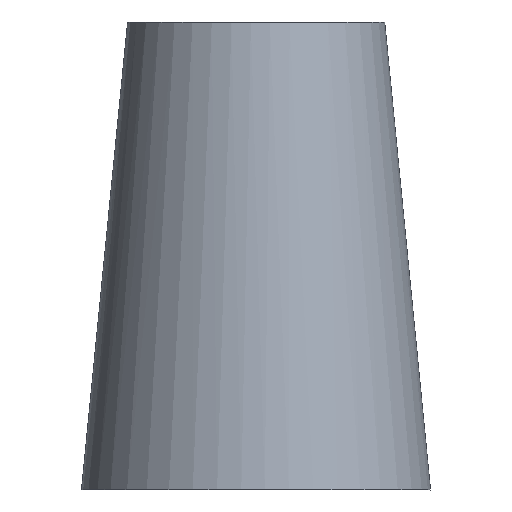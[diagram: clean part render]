
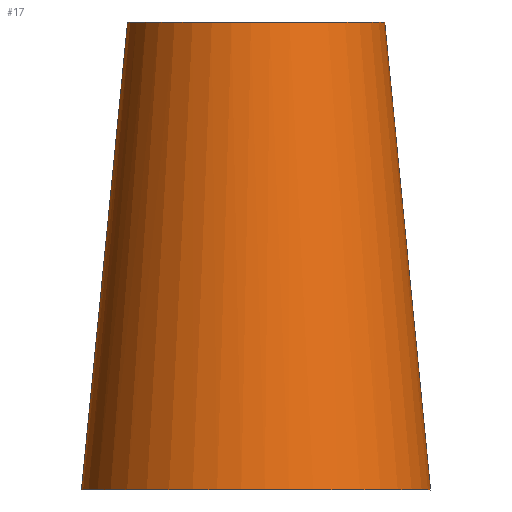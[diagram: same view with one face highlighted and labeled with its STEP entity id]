
A CAD part, front view. The second image highlights one B-rep face of the part: STEP entity #17.
In plain terms, the highlighted free-form (B-spline) face has degree [1, 2] with [2, 9] control points.
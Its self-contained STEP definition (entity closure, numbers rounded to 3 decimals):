
#17=ADVANCED_FACE('',(#20),#38,.T.);
#20=FACE_OUTER_BOUND('',#23,.T.);
#23=EDGE_LOOP('',(#26,#27,#28,#29));
#26=ORIENTED_EDGE('',*,*,#30,.T.);
#27=ORIENTED_EDGE('',*,*,#31,.T.);
#28=ORIENTED_EDGE('',*,*,#30,.F.);
#29=ORIENTED_EDGE('',*,*,#32,.T.);
#30=EDGE_CURVE('',#37,#36,#33,.T.);
#31=EDGE_CURVE('',#36,#36,#34,.T.);
#32=EDGE_CURVE('',#37,#37,#35,.T.);
#33=(
BOUNDED_CURVE()
B_SPLINE_CURVE(1,(#93,#94),.UNSPECIFIED.,.F.,.F.)
B_SPLINE_CURVE_WITH_KNOTS((2,2),(0.,4.846),.UNSPECIFIED.)
CURVE()
GEOMETRIC_REPRESENTATION_ITEM()
RATIONAL_B_SPLINE_CURVE((1.,1.))
REPRESENTATION_ITEM('')
);
#34=(
BOUNDED_CURVE()
B_SPLINE_CURVE(2,(#95,#96,#97,#98,#99,#100,#101,#102,#103),
 .UNSPECIFIED.,.T.,.F.)
B_SPLINE_CURVE_WITH_KNOTS((3,2,2,2,3),(-14.32,-10.74,-7.16,-3.58,0.),
 .UNSPECIFIED.)
CURVE()
GEOMETRIC_REPRESENTATION_ITEM()
RATIONAL_B_SPLINE_CURVE((1.,0.707,1.,0.707,1.,0.707,
1.,0.707,1.))
REPRESENTATION_ITEM('')
);
#35=(
BOUNDED_CURVE()
B_SPLINE_CURVE(2,(#104,#105,#106,#107,#108,#109,#110,#111,#112),
 .UNSPECIFIED.,.T.,.F.)
B_SPLINE_CURVE_WITH_KNOTS((3,2,2,2,3),(0.,3.58,7.16,10.74,14.32),
 .UNSPECIFIED.)
CURVE()
GEOMETRIC_REPRESENTATION_ITEM()
RATIONAL_B_SPLINE_CURVE((1.,0.707,1.,0.707,1.,0.707,
1.,0.707,1.))
REPRESENTATION_ITEM('')
);
#36=VERTEX_POINT('',#91);
#37=VERTEX_POINT('',#92);
#38=(
BOUNDED_SURFACE()
B_SPLINE_SURFACE(1,2,((#73,#74,#75,#76,#77,#78,#79,#80,#81),(#82,#83,#84,
#85,#86,#87,#88,#89,#90)),.UNSPECIFIED.,.F.,.F.,.F.)
B_SPLINE_SURFACE_WITH_KNOTS((2,2),(3,2,2,2,3),(0.,4.846),(-14.32,
-10.74,-7.16,-3.58,0.),.UNSPECIFIED.)
GEOMETRIC_REPRESENTATION_ITEM()
RATIONAL_B_SPLINE_SURFACE(((1.,0.707,1.,0.707,1.,
0.707,1.,0.707,1.),(1.,0.707,1.,0.707,
1.,0.707,1.,0.707,1.)))
REPRESENTATION_ITEM('')
SURFACE()
);
#73=CARTESIAN_POINT('',(1.321,310.629,2.4));
#74=CARTESIAN_POINT('',(1.321,311.95,2.4));
#75=CARTESIAN_POINT('',(0.,311.95,2.4));
#76=CARTESIAN_POINT('',(-1.321,311.95,2.4));
#77=CARTESIAN_POINT('',(-1.321,310.629,2.4));
#78=CARTESIAN_POINT('',(-1.321,309.308,2.4));
#79=CARTESIAN_POINT('',(0.,309.308,2.4));
#80=CARTESIAN_POINT('',(1.321,309.308,2.4));
#81=CARTESIAN_POINT('',(1.321,310.629,2.4));
#82=CARTESIAN_POINT('',(1.79,310.629,-2.4));
#83=CARTESIAN_POINT('',(1.79,312.419,-2.4));
#84=CARTESIAN_POINT('',(0.,312.419,-2.4));
#85=CARTESIAN_POINT('',(-1.79,312.419,-2.4));
#86=CARTESIAN_POINT('',(-1.79,310.629,-2.4));
#87=CARTESIAN_POINT('',(-1.79,308.839,-2.4));
#88=CARTESIAN_POINT('',(0.,308.839,-2.4));
#89=CARTESIAN_POINT('',(1.79,308.839,-2.4));
#90=CARTESIAN_POINT('',(1.79,310.629,-2.4));
#91=CARTESIAN_POINT('',(1.79,310.629,-2.4));
#92=CARTESIAN_POINT('',(1.321,310.629,2.4));
#93=CARTESIAN_POINT('',(1.321,310.629,2.4));
#94=CARTESIAN_POINT('',(1.79,310.629,-2.4));
#95=CARTESIAN_POINT('',(1.79,310.629,-2.4));
#96=CARTESIAN_POINT('',(1.79,312.419,-2.4));
#97=CARTESIAN_POINT('',(0.,312.419,-2.4));
#98=CARTESIAN_POINT('',(-1.79,312.419,-2.4));
#99=CARTESIAN_POINT('',(-1.79,310.629,-2.4));
#100=CARTESIAN_POINT('',(-1.79,308.839,-2.4));
#101=CARTESIAN_POINT('',(0.,308.839,-2.4));
#102=CARTESIAN_POINT('',(1.79,308.839,-2.4));
#103=CARTESIAN_POINT('',(1.79,310.629,-2.4));
#104=CARTESIAN_POINT('',(1.321,310.629,2.4));
#105=CARTESIAN_POINT('',(1.321,309.308,2.4));
#106=CARTESIAN_POINT('',(0.,309.308,2.4));
#107=CARTESIAN_POINT('',(-1.321,309.308,2.4));
#108=CARTESIAN_POINT('',(-1.321,310.629,2.4));
#109=CARTESIAN_POINT('',(-1.321,311.95,2.4));
#110=CARTESIAN_POINT('',(0.,311.95,2.4));
#111=CARTESIAN_POINT('',(1.321,311.95,2.4));
#112=CARTESIAN_POINT('',(1.321,310.629,2.4));
